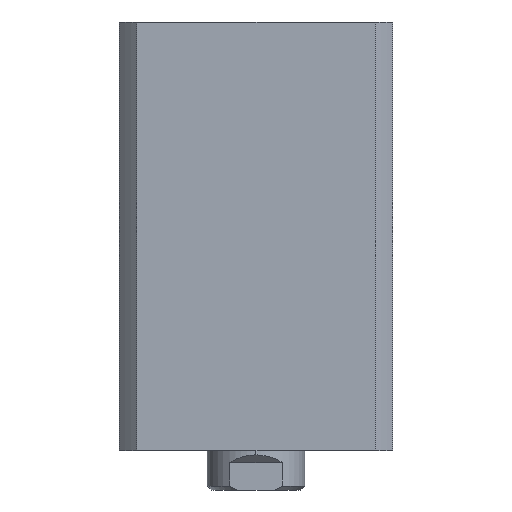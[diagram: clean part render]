
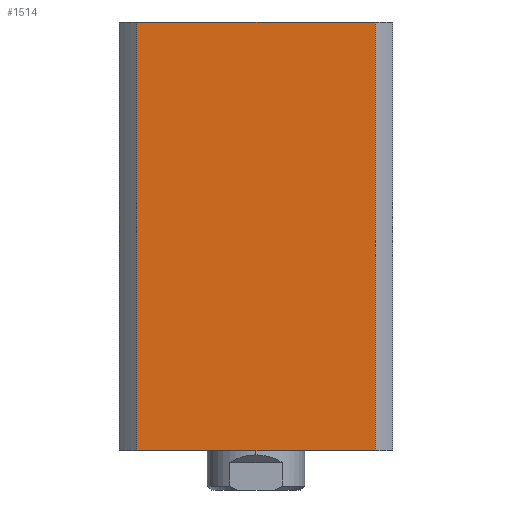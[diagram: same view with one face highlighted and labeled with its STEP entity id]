
A CAD part, left-side view. The second image highlights one B-rep face of the part: STEP entity #1514.
In plain terms, the highlighted planar face has unit normal (-1, 0, 0).
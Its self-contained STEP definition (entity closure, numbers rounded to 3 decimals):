
#47 = ORIENTED_EDGE ( 'NONE', *, *, #1969, .F. ) ;
#49 = ORIENTED_EDGE ( 'NONE', *, *, #1970, .F. ) ;
#134 = ORIENTED_EDGE ( 'NONE', *, *, #1971, .T. ) ;
#141 = ORIENTED_EDGE ( 'NONE', *, *, #1973, .T. ) ;
#658 = DIRECTION ( 'NONE',  ( 0., -1., 0. ) ) ;
#662 = DIRECTION ( 'NONE',  ( 0., 0., -1. ) ) ;
#663 = CARTESIAN_POINT ( 'NONE',  ( -35., 0., 110. ) ) ;
#667 = CARTESIAN_POINT ( 'NONE',  ( -35., -30.615, 110. ) ) ;
#668 = DIRECTION ( 'NONE',  ( 0., 0., -1. ) ) ;
#669 = CARTESIAN_POINT ( 'NONE',  ( -35., 0., 0. ) ) ;
#670 = CARTESIAN_POINT ( 'NONE',  ( -35., 30.615, 110. ) ) ;
#671 = DIRECTION ( 'NONE',  ( 0., -1., 0. ) ) ;
#816 = CARTESIAN_POINT ( 'NONE',  ( -35., -30.615, 110. ) ) ;
#869 = CARTESIAN_POINT ( 'NONE',  ( -35., 30.615, 110. ) ) ;
#1024 = VERTEX_POINT ( 'NONE', #1307 ) ;
#1212 = CARTESIAN_POINT ( 'NONE',  ( -35., -30.615, 0. ) ) ;
#1307 = CARTESIAN_POINT ( 'NONE',  ( -35., 30.615, 0. ) ) ;
#1440 = VERTEX_POINT ( 'NONE', #1212 ) ;
#1514 = ADVANCED_FACE ( 'NONE', ( #3147 ), #2247, .F. ) ;
#1969 = EDGE_CURVE ( 'NONE', #3632, #2952, #3504, .T. ) ;
#1970 = EDGE_CURVE ( 'NONE', #2952, #1440, #3510, .T. ) ;
#1971 = EDGE_CURVE ( 'NONE', #1024, #1440, #3512, .T. ) ;
#1973 = EDGE_CURVE ( 'NONE', #3632, #1024, #3516, .T. ) ;
#2107 = AXIS2_PLACEMENT_3D ( 'NONE', #2240, #2250, #2251 ) ;
#2240 = CARTESIAN_POINT ( 'NONE',  ( -35., 0., 110. ) ) ;
#2247 = PLANE ( 'NONE',  #2107 ) ;
#2250 = DIRECTION ( 'NONE',  ( 1., 0., 0. ) ) ;
#2251 = DIRECTION ( 'NONE',  ( 0., 0., -1. ) ) ;
#2952 = VERTEX_POINT ( 'NONE', #816 ) ;
#3147 = FACE_OUTER_BOUND ( 'NONE', #3554, .T. ) ;
#3504 = LINE ( 'NONE', #663, #3511 ) ;
#3510 = LINE ( 'NONE', #667, #3513 ) ;
#3511 = VECTOR ( 'NONE', #658, 1000. ) ;
#3512 = LINE ( 'NONE', #669, #3515 ) ;
#3513 = VECTOR ( 'NONE', #668, 1000. ) ;
#3515 = VECTOR ( 'NONE', #671, 1000. ) ;
#3516 = LINE ( 'NONE', #670, #3518 ) ;
#3518 = VECTOR ( 'NONE', #662, 1000. ) ;
#3554 = EDGE_LOOP ( 'NONE', ( #134, #49, #47, #141 ) ) ;
#3632 = VERTEX_POINT ( 'NONE', #869 ) ;
